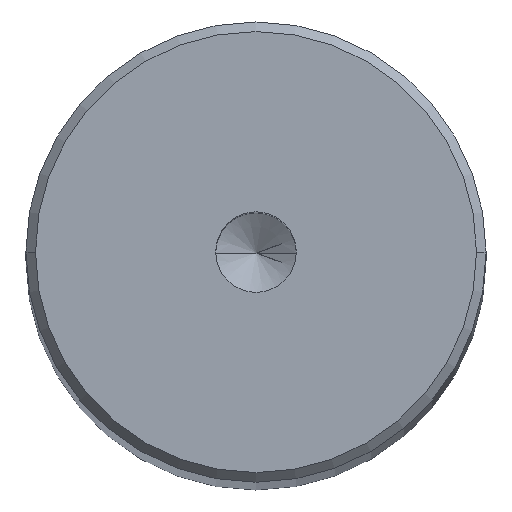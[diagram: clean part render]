
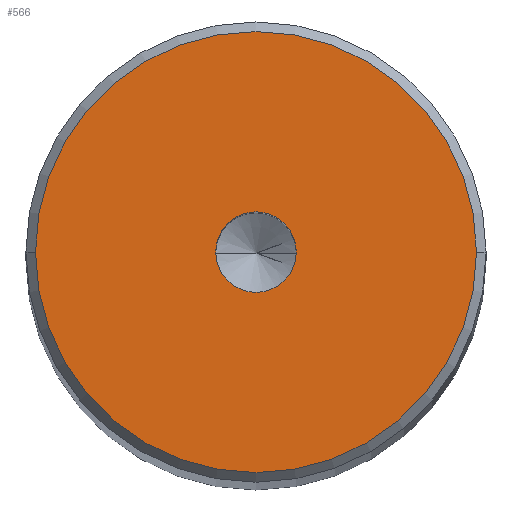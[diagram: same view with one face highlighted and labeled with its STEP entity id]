
A CAD part, top view. The second image highlights one B-rep face of the part: STEP entity #566.
In plain terms, the highlighted planar face has unit normal (0, 0, 1).
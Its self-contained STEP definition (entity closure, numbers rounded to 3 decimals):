
#1 = DIRECTION ( 'NONE',  ( 1., 0., 0. ) ) ;
#22 = ORIENTED_EDGE ( 'NONE', *, *, #466, .T. ) ;
#24 = ORIENTED_EDGE ( 'NONE', *, *, #542, .F. ) ;
#31 = DIRECTION ( 'NONE',  ( 0., 0., 1. ) ) ;
#35 = DIRECTION ( 'NONE',  ( 0., 0., 1. ) ) ;
#43 = CARTESIAN_POINT ( 'NONE',  ( 0., 0., 0. ) ) ;
#83 = CARTESIAN_POINT ( 'NONE',  ( 0., 0., 0. ) ) ;
#107 = AXIS2_PLACEMENT_3D ( 'NONE', #43, #404, #180 ) ;
#119 = CIRCLE ( 'NONE', #535, 11.5 ) ;
#120 = CARTESIAN_POINT ( 'NONE',  ( 0., 0., 0. ) ) ;
#122 = DIRECTION ( 'NONE',  ( 0., 0., 1. ) ) ;
#131 = DIRECTION ( 'NONE',  ( 0., 0., 1. ) ) ;
#150 = VERTEX_POINT ( 'NONE', #527 ) ;
#154 = AXIS2_PLACEMENT_3D ( 'NONE', #83, #31, #478 ) ;
#171 = DIRECTION ( 'NONE',  ( 1., 0., 0. ) ) ;
#179 = AXIS2_PLACEMENT_3D ( 'NONE', #120, #35, #171 ) ;
#180 = DIRECTION ( 'NONE',  ( 1., 0., 0. ) ) ;
#188 = VERTEX_POINT ( 'NONE', #392 ) ;
#189 = CARTESIAN_POINT ( 'NONE',  ( 0., 0., 0. ) ) ;
#202 = EDGE_LOOP ( 'NONE', ( #485, #24 ) ) ;
#204 = CIRCLE ( 'NONE', #179, 11.5 ) ;
#212 = EDGE_LOOP ( 'NONE', ( #22, #265 ) ) ;
#223 = CARTESIAN_POINT ( 'NONE',  ( 0., 0., 0. ) ) ;
#226 = AXIS2_PLACEMENT_3D ( 'NONE', #189, #131, #446 ) ;
#229 = FACE_BOUND ( 'NONE', #202, .T. ) ;
#233 = CARTESIAN_POINT ( 'NONE',  ( 11.5, 0., 0. ) ) ;
#245 = EDGE_CURVE ( 'NONE', #362, #150, #204, .T. ) ;
#265 = ORIENTED_EDGE ( 'NONE', *, *, #245, .T. ) ;
#362 = VERTEX_POINT ( 'NONE', #233 ) ;
#392 = CARTESIAN_POINT ( 'NONE',  ( -2.1, 0., 0. ) ) ;
#395 = PLANE ( 'NONE',  #154 ) ;
#404 = DIRECTION ( 'NONE',  ( 0., 0., 1. ) ) ;
#423 = EDGE_CURVE ( 'NONE', #430, #188, #468, .T. ) ;
#430 = VERTEX_POINT ( 'NONE', #536 ) ;
#446 = DIRECTION ( 'NONE',  ( 1., 0., 0. ) ) ;
#466 = EDGE_CURVE ( 'NONE', #150, #362, #119, .T. ) ;
#468 = CIRCLE ( 'NONE', #226, 2.1 ) ;
#478 = DIRECTION ( 'NONE',  ( 1., 0., 0. ) ) ;
#485 = ORIENTED_EDGE ( 'NONE', *, *, #423, .F. ) ;
#500 = FACE_OUTER_BOUND ( 'NONE', #212, .T. ) ;
#525 = CIRCLE ( 'NONE', #107, 2.1 ) ;
#527 = CARTESIAN_POINT ( 'NONE',  ( -11.5, 0., 0. ) ) ;
#535 = AXIS2_PLACEMENT_3D ( 'NONE', #223, #122, #1 ) ;
#536 = CARTESIAN_POINT ( 'NONE',  ( 2.1, 0., 0. ) ) ;
#542 = EDGE_CURVE ( 'NONE', #188, #430, #525, .T. ) ;
#566 = ADVANCED_FACE ( 'NONE', ( #229, #500 ), #395, .T. ) ;
